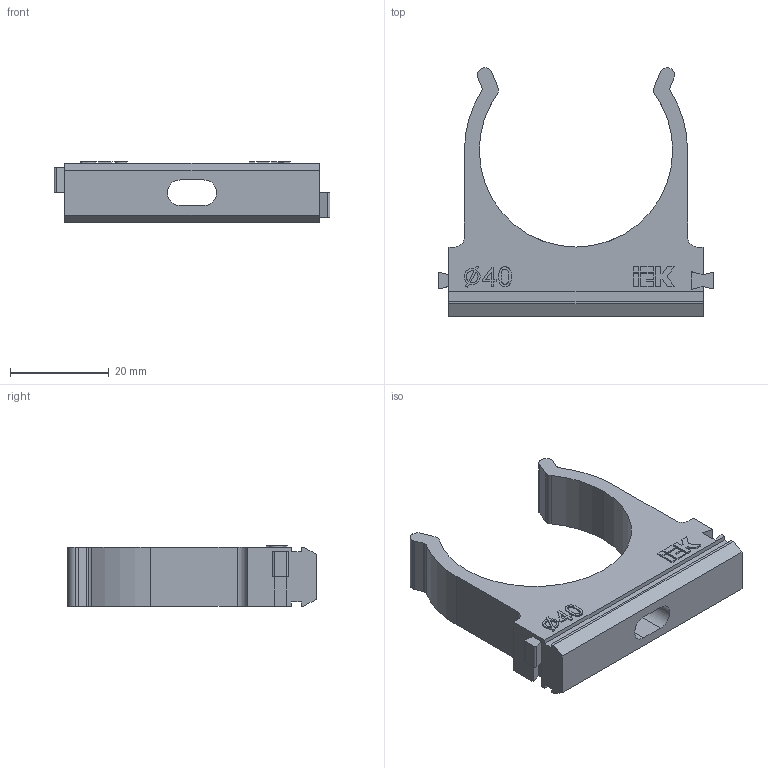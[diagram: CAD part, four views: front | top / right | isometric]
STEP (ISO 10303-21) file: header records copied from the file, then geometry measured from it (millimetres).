
FILE_DESCRIPTION (( 'STEP AP214' ), '1' );
FILE_NAME ('Äåðæàòåëü 40_v.1.STEP', '2016-05-20T13:23:00', ( '' ), ( '' ), 'SwSTEP 2.0', 'SolidWorks 2014', '' );
FILE_SCHEMA (( 'AUTOMOTIVE_DESIGN' ));
Length unit declared in the file: millimetre
Products named in the file (1): Äåðæàòåëü 40_v.1
Bounding box: 55.9 x 50.31 x 12.3 mm (x, y, z)
Volume: 11764.6 mm3; surface area: 5994.1 mm2
Topology: 1 solids, 1 shells, 157 faces, 422 edges, 280 vertices
Faces by surface type: plane 113, cylinder 34, bspline 10
Entity records: 5524 total; most frequent: CARTESIAN_POINT 1542, ORIENTED_EDGE 844, DIRECTION 768, EDGE_CURVE 422, LINE 332, VECTOR 332, VERTEX_POINT 280, AXIS2_PLACEMENT_3D 218
